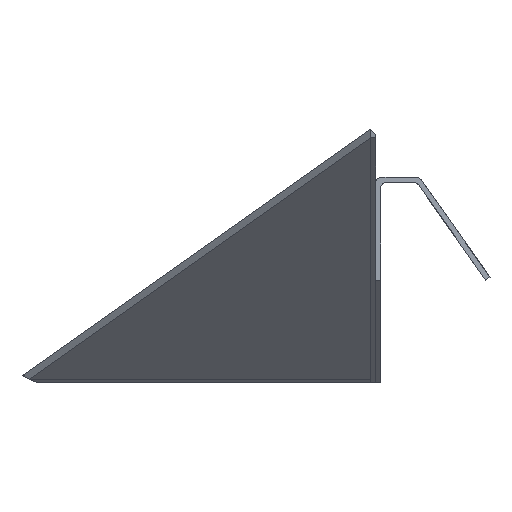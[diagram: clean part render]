
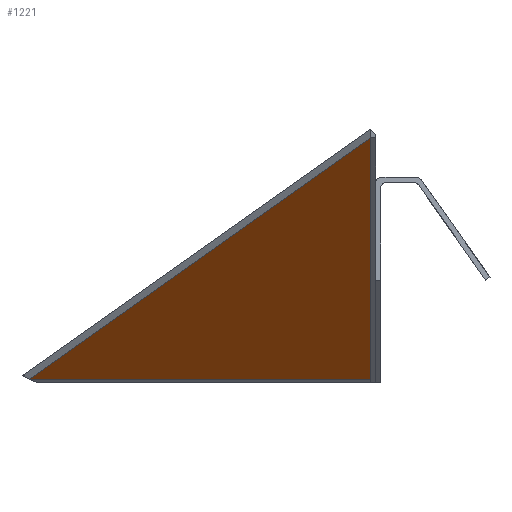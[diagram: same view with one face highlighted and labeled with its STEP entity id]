
A CAD part, left-side view. The second image highlights one B-rep face of the part: STEP entity #1221.
In plain terms, the highlighted planar face has unit normal (-0.707, 0, -0.707).
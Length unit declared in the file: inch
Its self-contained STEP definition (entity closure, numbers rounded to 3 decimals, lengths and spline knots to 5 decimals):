
#44 = CARTESIAN_POINT ( 'NONE',  ( -11.92678, 0., -0.42678 ) ) ;
#68 = LINE ( 'NONE', #372, #715 ) ;
#122 = LINE ( 'NONE', #215, #436 ) ;
#215 = CARTESIAN_POINT ( 'NONE',  ( -0.17678, 16.97056, -12.17678 ) ) ;
#217 = DIRECTION ( 'NONE',  ( -0.707, 0., 0.707 ) ) ;
#256 = EDGE_CURVE ( 'NONE', #1173, #449, #122, .T. ) ;
#357 = CARTESIAN_POINT ( 'NONE',  ( -0.17678, 0., -12.17678 ) ) ;
#372 = CARTESIAN_POINT ( 'NONE',  ( -0.05178, 16.79379, -12.30178 ) ) ;
#378 = VECTOR ( 'NONE', #217, 39.37008 ) ;
#386 = VERTEX_POINT ( 'NONE', #44 ) ;
#429 = CARTESIAN_POINT ( 'NONE',  ( -0.17678, 0., -12.17678 ) ) ;
#436 = VECTOR ( 'NONE', #506, 39.37008 ) ;
#449 = VERTEX_POINT ( 'NONE', #357 ) ;
#506 = DIRECTION ( 'NONE',  ( 0., -1., 0. ) ) ;
#517 = EDGE_CURVE ( 'NONE', #386, #1173, #68, .T. ) ;
#535 = ORIENTED_EDGE ( 'NONE', *, *, #256, .T. ) ;
#558 = CARTESIAN_POINT ( 'NONE',  ( -0.17678, 0., -12.17678 ) ) ;
#592 = DIRECTION ( 'NONE',  ( 0.5, 0.707, -0.5 ) ) ;
#671 = EDGE_LOOP ( 'NONE', ( #840, #1002, #535 ) ) ;
#682 = PLANE ( 'NONE',  #1140 ) ;
#715 = VECTOR ( 'NONE', #592, 39.37008 ) ;
#787 = DIRECTION ( 'NONE',  ( -0.707, 0., -0.707 ) ) ;
#840 = ORIENTED_EDGE ( 'NONE', *, *, #1023, .T. ) ;
#885 = FACE_OUTER_BOUND ( 'NONE', #671, .T. ) ;
#1002 = ORIENTED_EDGE ( 'NONE', *, *, #517, .T. ) ;
#1023 = EDGE_CURVE ( 'NONE', #449, #386, #1059, .T. ) ;
#1059 = LINE ( 'NONE', #429, #378 ) ;
#1140 = AXIS2_PLACEMENT_3D ( 'NONE', #558, #787, #1274 ) ;
#1173 = VERTEX_POINT ( 'NONE', #1280 ) ;
#1221 = ADVANCED_FACE ( 'NONE', ( #885 ), #682, .T. ) ;
#1274 = DIRECTION ( 'NONE',  ( -0.707, 0., 0.707 ) ) ;
#1280 = CARTESIAN_POINT ( 'NONE',  ( -0.17678, 16.61701, -12.17678 ) ) ;
